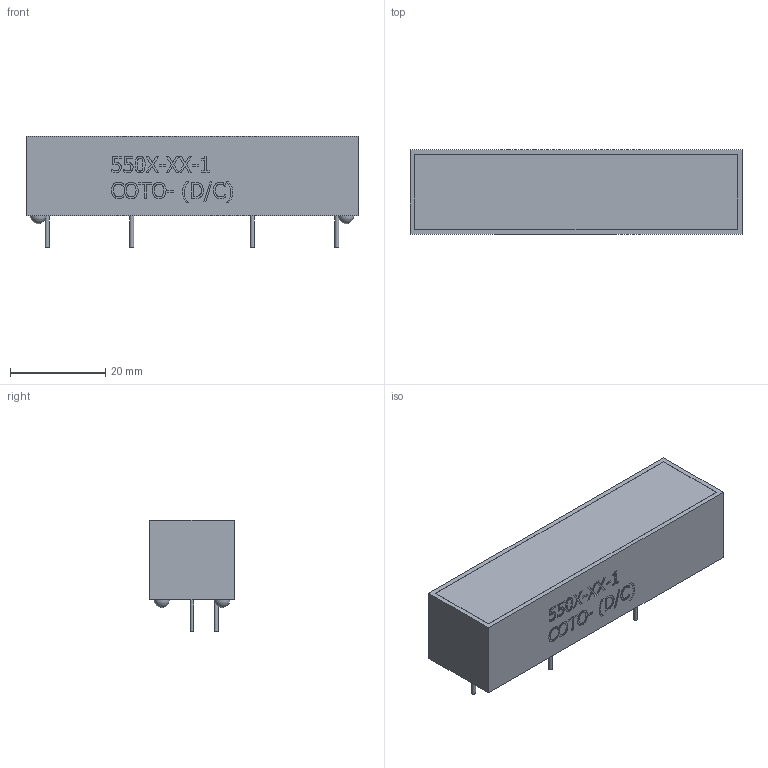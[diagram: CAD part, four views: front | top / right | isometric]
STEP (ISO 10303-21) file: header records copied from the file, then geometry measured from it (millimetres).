
FILE_DESCRIPTION(('PRELIMINARY'),'2;1');
FILE_NAME('550X-XX-1.stp','2013-06-12T08:57:54',('odafonseca'),(''),'Autodesk Inventor 2013','Autodesk Inventor 2013','');
FILE_SCHEMA(('AUTOMOTIVE_DESIGN { 1 0 10303 214 1 1 1 1 }'));
Length unit declared in the file: inch
Products named in the file (1): 550X-XX-1
Bounding box: 69.85 x 17.78 x 23.5 mm (x, y, z)
Volume: 20839.3 mm3; surface area: 5561.7 mm2
Topology: 1 solids, 1 shells, 271 faces, 727 edges, 486 vertices
Faces by surface type: plane 144, bspline 119, cylinder 4, sphere 4
Full cylindrical faces by diameter (mm): 0.838 x4
Entity records: 8968 total; most frequent: CARTESIAN_POINT 3008, ORIENTED_EDGE 1422, DIRECTION 791, EDGE_CURVE 711, VERTEX_POINT 478, VECTOR 461, LINE 461, EDGE_LOOP 307
